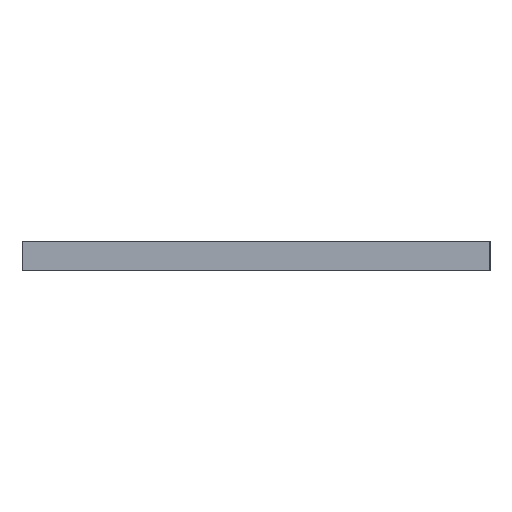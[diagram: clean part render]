
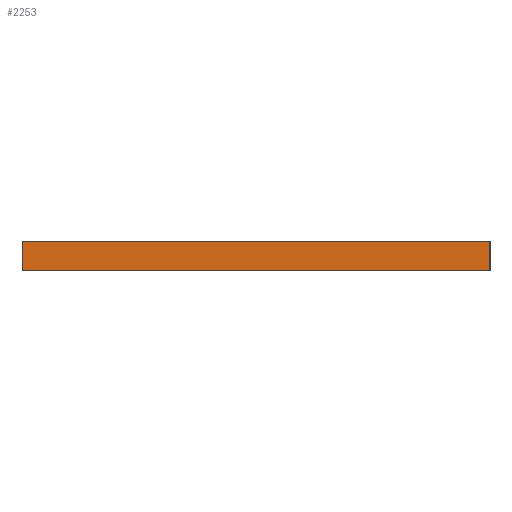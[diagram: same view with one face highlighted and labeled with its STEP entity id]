
A CAD part, left-side view. The second image highlights one B-rep face of the part: STEP entity #2253.
In plain terms, the highlighted planar face has unit normal (-1, 0, 0).
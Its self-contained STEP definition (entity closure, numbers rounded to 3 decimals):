
#300 = FACE_OUTER_BOUND ( 'NONE', #1127, .T. ) ;
#347 = CARTESIAN_POINT ( 'NONE',  ( -350., 40., 0. ) ) ;
#355 = ORIENTED_EDGE ( 'NONE', *, *, #1066, .F. ) ;
#429 = CARTESIAN_POINT ( 'NONE',  ( -350., -40., 5. ) ) ;
#432 = EDGE_CURVE ( 'NONE', #2089, #615, #1706, .T. ) ;
#433 = LINE ( 'NONE', #1370, #1152 ) ;
#466 = EDGE_CURVE ( 'NONE', #571, #2089, #2248, .T. ) ;
#488 = AXIS2_PLACEMENT_3D ( 'NONE', #727, #1036, #532 ) ;
#532 = DIRECTION ( 'NONE',  ( 0., 0., -1. ) ) ;
#571 = VERTEX_POINT ( 'NONE', #1305 ) ;
#615 = VERTEX_POINT ( 'NONE', #2302 ) ;
#727 = CARTESIAN_POINT ( 'NONE',  ( -350., 40., 0. ) ) ;
#728 = ORIENTED_EDGE ( 'NONE', *, *, #432, .T. ) ;
#825 = VERTEX_POINT ( 'NONE', #347 ) ;
#1036 = DIRECTION ( 'NONE',  ( 1., 0., 0. ) ) ;
#1066 = EDGE_CURVE ( 'NONE', #571, #825, #433, .T. ) ;
#1127 = EDGE_LOOP ( 'NONE', ( #728, #2139, #355, #2073 ) ) ;
#1152 = VECTOR ( 'NONE', #1557, 1000. ) ;
#1293 = DIRECTION ( 'NONE',  ( 0., 1., 0. ) ) ;
#1305 = CARTESIAN_POINT ( 'NONE',  ( -350., -40., 0. ) ) ;
#1306 = VECTOR ( 'NONE', #1293, 1000. ) ;
#1370 = CARTESIAN_POINT ( 'NONE',  ( -350., 40., 0. ) ) ;
#1391 = VECTOR ( 'NONE', #2419, 1000. ) ;
#1518 = CARTESIAN_POINT ( 'NONE',  ( -350., -40., 0. ) ) ;
#1554 = VECTOR ( 'NONE', #1909, 1000. ) ;
#1557 = DIRECTION ( 'NONE',  ( 0., 1., 0. ) ) ;
#1706 = LINE ( 'NONE', #1895, #1306 ) ;
#1710 = CARTESIAN_POINT ( 'NONE',  ( -350., 40., 0. ) ) ;
#1895 = CARTESIAN_POINT ( 'NONE',  ( -350., 40., 5. ) ) ;
#1909 = DIRECTION ( 'NONE',  ( 0., 0., 1. ) ) ;
#2073 = ORIENTED_EDGE ( 'NONE', *, *, #466, .T. ) ;
#2089 = VERTEX_POINT ( 'NONE', #429 ) ;
#2139 = ORIENTED_EDGE ( 'NONE', *, *, #2328, .F. ) ;
#2248 = LINE ( 'NONE', #1518, #1391 ) ;
#2253 = ADVANCED_FACE ( 'NONE', ( #300 ), #2263, .F. ) ;
#2263 = PLANE ( 'NONE',  #488 ) ;
#2294 = LINE ( 'NONE', #1710, #1554 ) ;
#2302 = CARTESIAN_POINT ( 'NONE',  ( -350., 40., 5. ) ) ;
#2328 = EDGE_CURVE ( 'NONE', #825, #615, #2294, .T. ) ;
#2419 = DIRECTION ( 'NONE',  ( 0., 0., 1. ) ) ;
